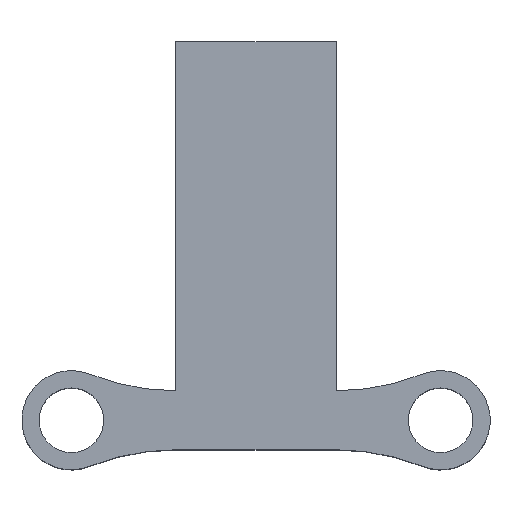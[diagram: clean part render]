
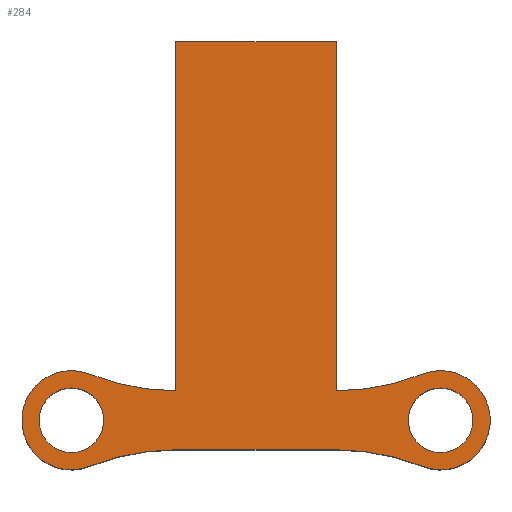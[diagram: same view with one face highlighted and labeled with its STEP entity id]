
A CAD part, top view. The second image highlights one B-rep face of the part: STEP entity #284.
In plain terms, the highlighted planar face has unit normal (0, 0, 1).
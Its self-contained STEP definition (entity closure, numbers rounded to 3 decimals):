
#13=CIRCLE('',#313,12.545);
#15=CIRCLE('',#316,2.686);
#17=CIRCLE('',#319,1.75);
#18=CIRCLE('',#321,12.545);
#19=CIRCLE('',#322,12.545);
#20=CIRCLE('',#323,2.686);
#21=CIRCLE('',#324,12.545);
#22=CIRCLE('',#325,1.75);
#50=ORIENTED_EDGE('',*,*,#115,.T.);
#51=ORIENTED_EDGE('',*,*,#127,.T.);
#52=ORIENTED_EDGE('',*,*,#128,.T.);
#53=ORIENTED_EDGE('',*,*,#129,.F.);
#54=ORIENTED_EDGE('',*,*,#130,.T.);
#55=ORIENTED_EDGE('',*,*,#120,.F.);
#56=ORIENTED_EDGE('',*,*,#124,.T.);
#57=ORIENTED_EDGE('',*,*,#131,.T.);
#58=ORIENTED_EDGE('',*,*,#132,.T.);
#59=ORIENTED_EDGE('',*,*,#133,.F.);
#60=ORIENTED_EDGE('',*,*,#134,.F.);
#61=ORIENTED_EDGE('',*,*,#135,.T.);
#62=ORIENTED_EDGE('',*,*,#136,.T.);
#63=ORIENTED_EDGE('',*,*,#126,.F.);
#115=EDGE_CURVE('',#155,#153,#180,.T.);
#120=EDGE_CURVE('',#159,#160,#13,.T.);
#124=EDGE_CURVE('',#159,#162,#15,.T.);
#126=EDGE_CURVE('',#164,#164,#17,.T.);
#127=EDGE_CURVE('',#153,#165,#186,.T.);
#128=EDGE_CURVE('',#165,#166,#187,.T.);
#129=EDGE_CURVE('',#167,#166,#188,.T.);
#130=EDGE_CURVE('',#167,#160,#189,.T.);
#131=EDGE_CURVE('',#162,#168,#18,.T.);
#132=EDGE_CURVE('',#168,#169,#190,.T.);
#133=EDGE_CURVE('',#170,#169,#19,.T.);
#134=EDGE_CURVE('',#171,#170,#20,.T.);
#135=EDGE_CURVE('',#171,#155,#21,.T.);
#136=EDGE_CURVE('',#172,#172,#22,.T.);
#153=VERTEX_POINT('',#437);
#155=VERTEX_POINT('',#440);
#159=VERTEX_POINT('',#449);
#160=VERTEX_POINT('',#451);
#162=VERTEX_POINT('',#457);
#164=VERTEX_POINT('',#463);
#165=VERTEX_POINT('',#466);
#166=VERTEX_POINT('',#468);
#167=VERTEX_POINT('',#470);
#168=VERTEX_POINT('',#473);
#169=VERTEX_POINT('',#475);
#170=VERTEX_POINT('',#477);
#171=VERTEX_POINT('',#479);
#172=VERTEX_POINT('',#482);
#180=LINE('',#439,#203);
#186=LINE('',#465,#209);
#187=LINE('',#467,#210);
#188=LINE('',#469,#211);
#189=LINE('',#471,#212);
#190=LINE('',#474,#213);
#203=VECTOR('',#348,1000.);
#209=VECTOR('',#374,1000.);
#210=VECTOR('',#375,1000.);
#211=VECTOR('',#376,1000.);
#212=VECTOR('',#377,1000.);
#213=VECTOR('',#380,1000.);
#230=EDGE_LOOP('',(#50,#51,#52,#53,#54,#55,#56,#57,#58,#59,#60,#61));
#231=EDGE_LOOP('',(#62));
#232=EDGE_LOOP('',(#63));
#253=FACE_BOUND('',#230,.T.);
#254=FACE_BOUND('',#231,.T.);
#255=FACE_BOUND('',#232,.T.);
#272=PLANE('',#320);
#284=ADVANCED_FACE('',(#253,#254,#255),#272,.T.);
#313=AXIS2_PLACEMENT_3D('',#450,#356,#357);
#316=AXIS2_PLACEMENT_3D('',#458,#364,#365);
#319=AXIS2_PLACEMENT_3D('',#462,#370,#371);
#320=AXIS2_PLACEMENT_3D('',#464,#372,#373);
#321=AXIS2_PLACEMENT_3D('',#472,#378,#379);
#322=AXIS2_PLACEMENT_3D('',#476,#381,#382);
#323=AXIS2_PLACEMENT_3D('',#478,#383,#384);
#324=AXIS2_PLACEMENT_3D('',#480,#385,#386);
#325=AXIS2_PLACEMENT_3D('',#481,#387,#388);
#348=DIRECTION('',(0.,1.,0.));
#356=DIRECTION('',(0.,0.,1.));
#357=DIRECTION('',(1.,0.,0.));
#364=DIRECTION('',(0.,0.,1.));
#365=DIRECTION('',(1.,0.,0.));
#370=DIRECTION('',(0.,0.,1.));
#371=DIRECTION('',(1.,0.,0.));
#372=DIRECTION('',(0.,0.,1.));
#373=DIRECTION('',(1.,0.,0.));
#374=DIRECTION('',(0.,1.,0.));
#375=DIRECTION('',(-1.,0.,0.));
#376=DIRECTION('',(0.,1.,0.));
#377=DIRECTION('',(0.,-1.,0.));
#378=DIRECTION('',(0.,0.,-1.));
#379=DIRECTION('',(1.,0.,0.));
#380=DIRECTION('',(1.,0.,0.));
#381=DIRECTION('',(0.,0.,1.));
#382=DIRECTION('',(-1.,0.,0.));
#383=DIRECTION('',(0.,0.,-1.));
#384=DIRECTION('',(-1.,0.,0.));
#385=DIRECTION('',(0.,0.,-1.));
#386=DIRECTION('',(-1.,0.,0.));
#387=DIRECTION('',(0.,0.,-1.));
#388=DIRECTION('',(-1.,0.,0.));
#437=CARTESIAN_POINT('',(4.35,3.184,10.));
#439=CARTESIAN_POINT('',(4.353,2.4,10.));
#440=CARTESIAN_POINT('',(4.353,1.6,10.));
#449=CARTESIAN_POINT('',(-9.004,2.494,10.));
#450=CARTESIAN_POINT('',(-4.353,14.145,10.));
#451=CARTESIAN_POINT('',(-4.353,1.6,10.));
#457=CARTESIAN_POINT('',(-9.004,-2.494,10.));
#458=CARTESIAN_POINT('',(-10.,0.,10.));
#462=CARTESIAN_POINT('',(-10.,0.,10.));
#463=CARTESIAN_POINT('',(-8.25,0.,10.));
#464=CARTESIAN_POINT('',(-4.017,0.906,10.));
#465=CARTESIAN_POINT('',(4.35,11.835,10.));
#466=CARTESIAN_POINT('',(4.35,20.495,10.));
#467=CARTESIAN_POINT('',(4.35,20.495,10.));
#468=CARTESIAN_POINT('',(-4.35,20.495,10.));
#469=CARTESIAN_POINT('',(-4.35,11.835,10.));
#470=CARTESIAN_POINT('',(-4.351,3.187,10.));
#471=CARTESIAN_POINT('',(-4.353,2.4,10.));
#472=CARTESIAN_POINT('',(-4.353,-14.145,10.));
#473=CARTESIAN_POINT('',(-4.353,-1.6,10.));
#474=CARTESIAN_POINT('',(-1.685,-1.6,10.));
#475=CARTESIAN_POINT('',(4.353,-1.6,10.));
#476=CARTESIAN_POINT('',(4.353,-14.145,10.));
#477=CARTESIAN_POINT('',(9.004,-2.494,10.));
#478=CARTESIAN_POINT('',(10.,0.,10.));
#479=CARTESIAN_POINT('',(9.004,2.494,10.));
#480=CARTESIAN_POINT('',(4.353,14.145,10.));
#481=CARTESIAN_POINT('',(10.,0.,10.));
#482=CARTESIAN_POINT('',(8.25,0.,10.));
